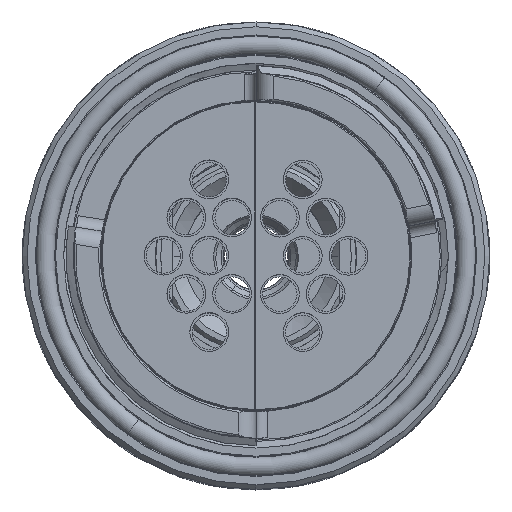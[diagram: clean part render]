
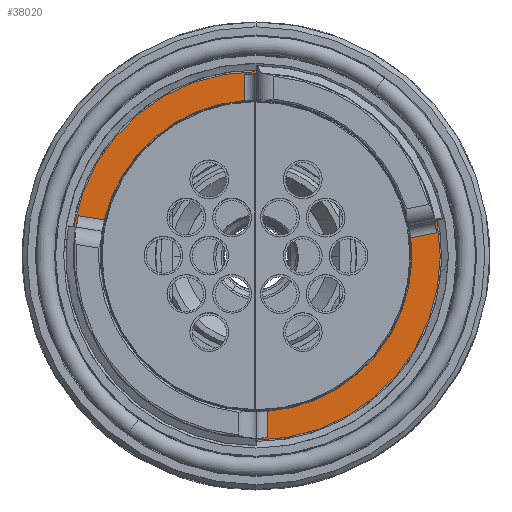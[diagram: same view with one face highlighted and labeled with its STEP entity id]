
A CAD part, top view. The second image highlights one B-rep face of the part: STEP entity #38020.
In plain terms, the highlighted planar face has unit normal (0, 0, 1).
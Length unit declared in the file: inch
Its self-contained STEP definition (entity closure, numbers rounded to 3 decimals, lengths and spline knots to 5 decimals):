
#1966 = VERTEX_POINT ( 'NONE', #16529 ) ;
#2430 = VECTOR ( 'NONE', #32499, 39.37008 ) ;
#2507 = EDGE_CURVE ( 'NONE', #37882, #13462, #31801, .T. ) ;
#2703 = AXIS2_PLACEMENT_3D ( 'NONE', #42073, #23093, #3626 ) ;
#2786 = VERTEX_POINT ( 'NONE', #31703 ) ;
#3037 = EDGE_CURVE ( 'NONE', #45944, #2786, #22015, .T. ) ;
#3626 = DIRECTION ( 'NONE',  ( 0., -1., 0. ) ) ;
#4245 = DIRECTION ( 'NONE',  ( 0., -1., 0. ) ) ;
#4387 = CIRCLE ( 'NONE', #15832, 0.8165 ) ;
#5345 = CARTESIAN_POINT ( 'NONE',  ( 0.062, -0.95299, -0.9 ) ) ;
#5597 = CIRCLE ( 'NONE', #44875, 0.955 ) ;
#6025 = DIRECTION ( 'NONE',  ( 0., -1., 0. ) ) ;
#7795 = CARTESIAN_POINT ( 'NONE',  ( -0.79442, 0.1886, -0.9 ) ) ;
#7833 = DIRECTION ( 'NONE',  ( 1., 0., 0. ) ) ;
#7884 = EDGE_CURVE ( 'NONE', #11756, #1966, #48176, .T. ) ;
#8391 = EDGE_CURVE ( 'NONE', #1966, #11756, #32686, .T. ) ;
#10118 = VERTEX_POINT ( 'NONE', #7795 ) ;
#10473 = VECTOR ( 'NONE', #41649, 39.37008 ) ;
#11107 = CARTESIAN_POINT ( 'NONE',  ( 0., 0., -0.9 ) ) ;
#11756 = VERTEX_POINT ( 'NONE', #22602 ) ;
#11910 = FACE_BOUND ( 'NONE', #28915, .T. ) ;
#12006 = EDGE_CURVE ( 'NONE', #2786, #13462, #22417, .T. ) ;
#12872 = DIRECTION ( 'NONE',  ( 0., 0., 1. ) ) ;
#13298 = AXIS2_PLACEMENT_3D ( 'NONE', #47537, #23731, #47277 ) ;
#13462 = VERTEX_POINT ( 'NONE', #5345 ) ;
#14393 = CARTESIAN_POINT ( 'NONE',  ( 0.94731, 0.12098, -0.9 ) ) ;
#15044 = EDGE_CURVE ( 'NONE', #10118, #29212, #4387, .T. ) ;
#15375 = ORIENTED_EDGE ( 'NONE', *, *, #3037, .T. ) ;
#15832 = AXIS2_PLACEMENT_3D ( 'NONE', #19380, #34766, #7833 ) ;
#16529 = CARTESIAN_POINT ( 'NONE',  ( 0., 0.9655, -0.9 ) ) ;
#16976 = VECTOR ( 'NONE', #19302, 39.37008 ) ;
#17320 = LINE ( 'NONE', #40888, #10473 ) ;
#19302 = DIRECTION ( 'NONE',  ( 0., 1., 0. ) ) ;
#19380 = CARTESIAN_POINT ( 'NONE',  ( 0., 0., -0.9 ) ) ;
#19872 = PLANE ( 'NONE',  #13298 ) ;
#19994 = ORIENTED_EDGE ( 'NONE', *, *, #7884, .T. ) ;
#22015 = CIRCLE ( 'NONE', #25277, 0.8165 ) ;
#22377 = CARTESIAN_POINT ( 'NONE',  ( -0.062, 0.955, -0.9 ) ) ;
#22417 = LINE ( 'NONE', #49552, #30926 ) ;
#22602 = CARTESIAN_POINT ( 'NONE',  ( 0., -0.9655, -0.9 ) ) ;
#23093 = DIRECTION ( 'NONE',  ( 0., 0., 1. ) ) ;
#23465 = FACE_OUTER_BOUND ( 'NONE', #38759, .T. ) ;
#23731 = DIRECTION ( 'NONE',  ( 0., 0., -1. ) ) ;
#24508 = AXIS2_PLACEMENT_3D ( 'NONE', #29530, #12872, #45150 ) ;
#25277 = AXIS2_PLACEMENT_3D ( 'NONE', #49558, #26774, #45990 ) ;
#25471 = VERTEX_POINT ( 'NONE', #43249 ) ;
#26138 = EDGE_CURVE ( 'NONE', #29212, #39911, #30822, .T. ) ;
#26774 = DIRECTION ( 'NONE',  ( 0., 0., -1. ) ) ;
#27534 = ORIENTED_EDGE ( 'NONE', *, *, #15044, .T. ) ;
#27548 = CARTESIAN_POINT ( 'NONE',  ( 0., 0., -0.9 ) ) ;
#27997 = ORIENTED_EDGE ( 'NONE', *, *, #26138, .T. ) ;
#28047 = ORIENTED_EDGE ( 'NONE', *, *, #8391, .T. ) ;
#28123 = DIRECTION ( 'NONE',  ( 0., 0., 1. ) ) ;
#28210 = EDGE_CURVE ( 'NONE', #45548, #39911, #46759, .T. ) ;
#28770 = CARTESIAN_POINT ( 'NONE',  ( -0.062, 0.95299, -0.9 ) ) ;
#28915 = EDGE_LOOP ( 'NONE', ( #27534, #27997, #36942, #45963, #15375, #46990, #32831, #48697, #41367 ) ) ;
#28963 = CARTESIAN_POINT ( 'NONE',  ( 0.81101, 0.09448, -0.9 ) ) ;
#29212 = VERTEX_POINT ( 'NONE', #41576 ) ;
#29530 = CARTESIAN_POINT ( 'NONE',  ( 0., 0., -0.9 ) ) ;
#30097 = DIRECTION ( 'NONE',  ( 0., 0., 1. ) ) ;
#30822 = LINE ( 'NONE', #22377, #16976 ) ;
#30926 = VECTOR ( 'NONE', #6025, 39.37008 ) ;
#31641 = EDGE_CURVE ( 'NONE', #25471, #10118, #17320, .T. ) ;
#31703 = CARTESIAN_POINT ( 'NONE',  ( 0.062, -0.81414, -0.9 ) ) ;
#31776 = EDGE_CURVE ( 'NONE', #25471, #37882, #5597, .T. ) ;
#31801 = CIRCLE ( 'NONE', #35903, 0.955 ) ;
#32499 = DIRECTION ( 'NONE',  ( -0.982, -0.191, 0. ) ) ;
#32686 = CIRCLE ( 'NONE', #49854, 0.9655 ) ;
#32831 = ORIENTED_EDGE ( 'NONE', *, *, #2507, .F. ) ;
#32919 = EDGE_CURVE ( 'NONE', #45548, #45944, #41917, .T. ) ;
#34712 = DIRECTION ( 'NONE',  ( 0., -1., 0. ) ) ;
#34766 = DIRECTION ( 'NONE',  ( 0., 0., -1. ) ) ;
#35903 = AXIS2_PLACEMENT_3D ( 'NONE', #27548, #46762, #4245 ) ;
#36942 = ORIENTED_EDGE ( 'NONE', *, *, #28210, .F. ) ;
#37882 = VERTEX_POINT ( 'NONE', #46264 ) ;
#38020 = ADVANCED_FACE ( 'NONE', ( #11910, #23465 ), #19872, .F. ) ;
#38759 = EDGE_LOOP ( 'NONE', ( #19994, #28047 ) ) ;
#39674 = CARTESIAN_POINT ( 'NONE',  ( 0., 0., -0.9 ) ) ;
#39911 = VERTEX_POINT ( 'NONE', #28770 ) ;
#40888 = CARTESIAN_POINT ( 'NONE',  ( -0.79675, 0.18897, -0.9 ) ) ;
#40964 = CARTESIAN_POINT ( 'NONE',  ( 0.81333, 0.09493, -0.9 ) ) ;
#41367 = ORIENTED_EDGE ( 'NONE', *, *, #31641, .T. ) ;
#41576 = CARTESIAN_POINT ( 'NONE',  ( -0.062, 0.81414, -0.9 ) ) ;
#41649 = DIRECTION ( 'NONE',  ( 0.988, -0.156, 0. ) ) ;
#41917 = LINE ( 'NONE', #40964, #2430 ) ;
#42073 = CARTESIAN_POINT ( 'NONE',  ( 0., 0., -0.9 ) ) ;
#43249 = CARTESIAN_POINT ( 'NONE',  ( -0.93155, 0.21032, -0.9 ) ) ;
#43755 = DIRECTION ( 'NONE',  ( 0., -1., 0. ) ) ;
#44875 = AXIS2_PLACEMENT_3D ( 'NONE', #11107, #30097, #34712 ) ;
#45150 = DIRECTION ( 'NONE',  ( 0., -1., 0. ) ) ;
#45548 = VERTEX_POINT ( 'NONE', #14393 ) ;
#45944 = VERTEX_POINT ( 'NONE', #28963 ) ;
#45963 = ORIENTED_EDGE ( 'NONE', *, *, #32919, .T. ) ;
#45990 = DIRECTION ( 'NONE',  ( 1., 0., 0. ) ) ;
#46264 = CARTESIAN_POINT ( 'NONE',  ( 0., -0.955, -0.9 ) ) ;
#46759 = CIRCLE ( 'NONE', #2703, 0.955 ) ;
#46762 = DIRECTION ( 'NONE',  ( 0., 0., 1. ) ) ;
#46990 = ORIENTED_EDGE ( 'NONE', *, *, #12006, .T. ) ;
#47277 = DIRECTION ( 'NONE',  ( 0., 1., 0. ) ) ;
#47537 = CARTESIAN_POINT ( 'NONE',  ( 0., 0.955, -0.9 ) ) ;
#48176 = CIRCLE ( 'NONE', #24508, 0.9655 ) ;
#48697 = ORIENTED_EDGE ( 'NONE', *, *, #31776, .F. ) ;
#49552 = CARTESIAN_POINT ( 'NONE',  ( 0.062, -0.955, -0.9 ) ) ;
#49558 = CARTESIAN_POINT ( 'NONE',  ( 0., 0., -0.9 ) ) ;
#49854 = AXIS2_PLACEMENT_3D ( 'NONE', #39674, #28123, #43755 ) ;
